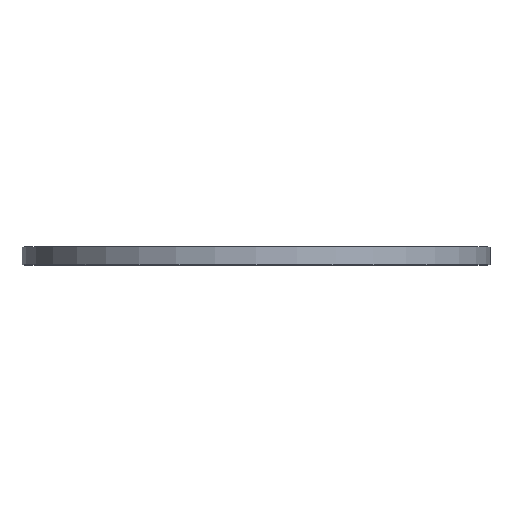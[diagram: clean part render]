
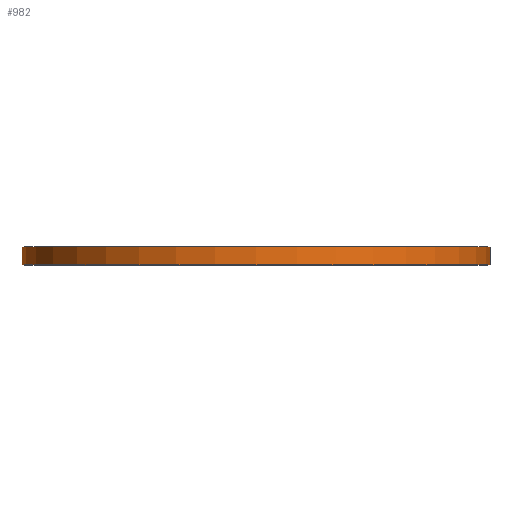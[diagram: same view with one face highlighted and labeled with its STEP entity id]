
A CAD part, top view. The second image highlights one B-rep face of the part: STEP entity #982.
In plain terms, the highlighted cylindrical face has radius 701.675 mm (diameter 1403.35 mm), a full revolution.
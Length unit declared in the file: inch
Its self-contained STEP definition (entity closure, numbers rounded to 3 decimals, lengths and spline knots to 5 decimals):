
#140=FACE_OUTER_BOUND('',#184,.T.);
#184=EDGE_LOOP('',(#811,#812,#813,#814));
#310=LINE('',#1686,#352);
#352=VECTOR('',#1428,27.625);
#435=CIRCLE('',#1131,27.625);
#436=CIRCLE('',#1132,27.625);
#519=VERTEX_POINT('',#1683);
#520=VERTEX_POINT('',#1685);
#644=EDGE_CURVE('',#519,#519,#435,.T.);
#645=EDGE_CURVE('',#519,#520,#310,.T.);
#646=EDGE_CURVE('',#520,#520,#436,.T.);
#811=ORIENTED_EDGE('',*,*,#644,.F.);
#812=ORIENTED_EDGE('',*,*,#645,.T.);
#813=ORIENTED_EDGE('',*,*,#646,.T.);
#814=ORIENTED_EDGE('',*,*,#645,.F.);
#940=CYLINDRICAL_SURFACE('',#1130,27.625);
#982=ADVANCED_FACE('',(#140),#940,.T.);
#1130=AXIS2_PLACEMENT_3D('',#1682,#1424,#1425);
#1131=AXIS2_PLACEMENT_3D('',#1684,#1426,#1427);
#1132=AXIS2_PLACEMENT_3D('',#1687,#1429,#1430);
#1424=DIRECTION('center_axis',(0.,1.,0.));
#1425=DIRECTION('ref_axis',(-1.,0.,0.));
#1426=DIRECTION('center_axis',(0.,1.,0.));
#1427=DIRECTION('ref_axis',(-1.,0.,0.));
#1428=DIRECTION('',(0.,-1.,0.));
#1429=DIRECTION('center_axis',(0.,1.,0.));
#1430=DIRECTION('ref_axis',(-1.,0.,0.));
#1682=CARTESIAN_POINT('Origin',(0.,0.,0.));
#1683=CARTESIAN_POINT('',(27.625,2.114,0.));
#1684=CARTESIAN_POINT('Origin',(0.,2.114,0.));
#1685=CARTESIAN_POINT('',(27.625,0.,0.));
#1686=CARTESIAN_POINT('',(27.625,0.,0.));
#1687=CARTESIAN_POINT('Origin',(0.,0.,0.));
